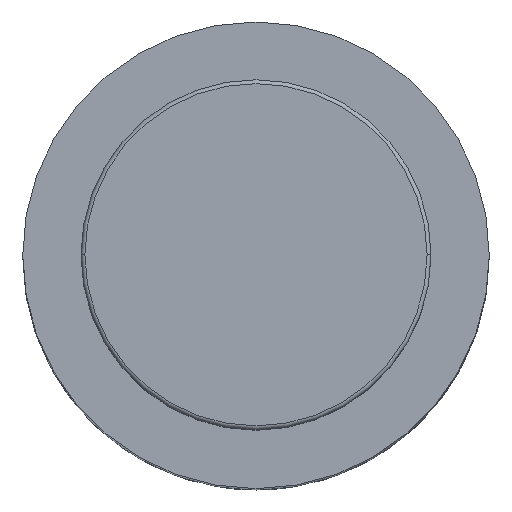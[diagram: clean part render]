
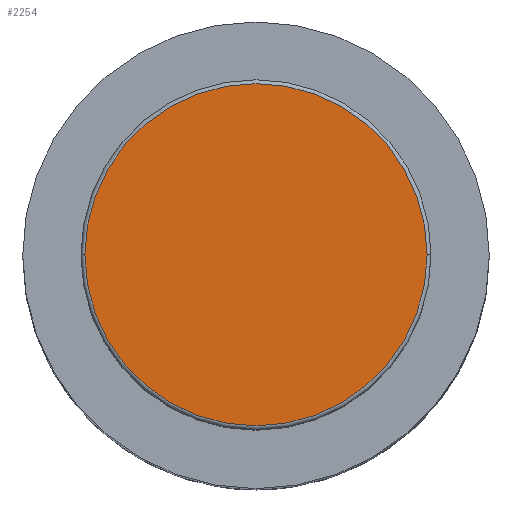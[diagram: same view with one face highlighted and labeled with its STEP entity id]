
A CAD part, top view. The second image highlights one B-rep face of the part: STEP entity #2254.
In plain terms, the highlighted planar face has unit normal (0, 0, 1).
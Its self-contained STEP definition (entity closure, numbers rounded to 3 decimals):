
#28 = DIRECTION ( 'NONE',  ( 0., 0., 1. ) ) ;
#46 = AXIS2_PLACEMENT_3D ( 'NONE', #307, #1874, #550 ) ;
#274 = CIRCLE ( 'NONE', #318, 44. ) ;
#307 = CARTESIAN_POINT ( 'NONE',  ( 0., 0., 285. ) ) ;
#313 = EDGE_CURVE ( 'NONE', #2710, #1199, #274, .T. ) ;
#318 = AXIS2_PLACEMENT_3D ( 'NONE', #1373, #28, #1601 ) ;
#550 = DIRECTION ( 'NONE',  ( 1., 0., 0. ) ) ;
#609 = EDGE_LOOP ( 'NONE', ( #1910, #2745 ) ) ;
#646 = DIRECTION ( 'NONE',  ( 1., 0., 0. ) ) ;
#998 = AXIS2_PLACEMENT_3D ( 'NONE', #1307, #1983, #646 ) ;
#1199 = VERTEX_POINT ( 'NONE', #2686 ) ;
#1249 = EDGE_CURVE ( 'NONE', #1199, #2710, #2757, .T. ) ;
#1307 = CARTESIAN_POINT ( 'NONE',  ( 0., 0., 285. ) ) ;
#1373 = CARTESIAN_POINT ( 'NONE',  ( 0., 0., 285. ) ) ;
#1521 = FACE_OUTER_BOUND ( 'NONE', #609, .T. ) ;
#1601 = DIRECTION ( 'NONE',  ( 1., 0., 0. ) ) ;
#1874 = DIRECTION ( 'NONE',  ( 0., 0., 1. ) ) ;
#1910 = ORIENTED_EDGE ( 'NONE', *, *, #1249, .T. ) ;
#1983 = DIRECTION ( 'NONE',  ( 0., 0., 1. ) ) ;
#2253 = CARTESIAN_POINT ( 'NONE',  ( -44., 0., 285. ) ) ;
#2254 = ADVANCED_FACE ( 'NONE', ( #1521 ), #2596, .T. ) ;
#2596 = PLANE ( 'NONE',  #998 ) ;
#2686 = CARTESIAN_POINT ( 'NONE',  ( 44., 0., 285. ) ) ;
#2710 = VERTEX_POINT ( 'NONE', #2253 ) ;
#2745 = ORIENTED_EDGE ( 'NONE', *, *, #313, .T. ) ;
#2757 = CIRCLE ( 'NONE', #46, 44. ) ;
